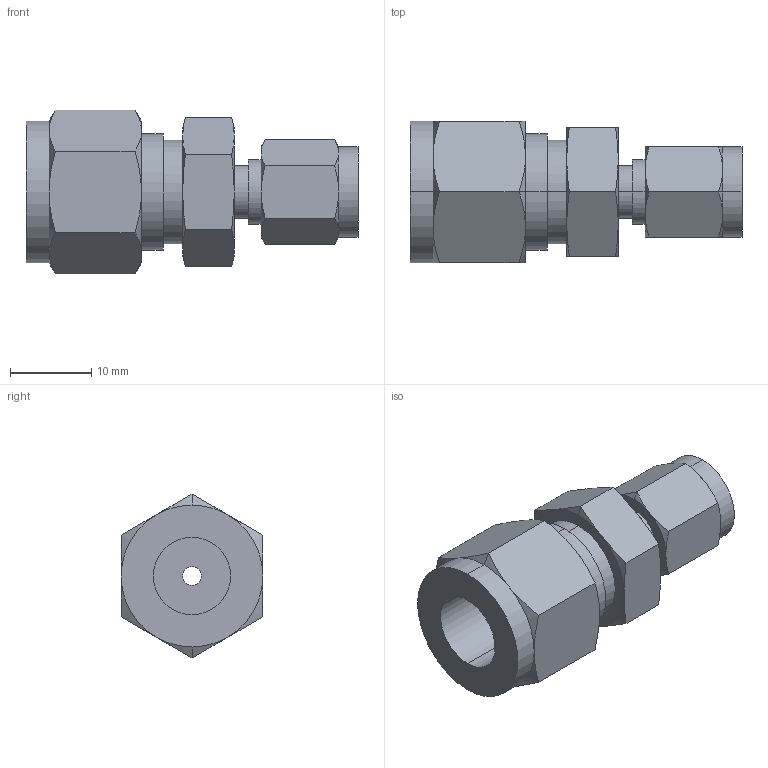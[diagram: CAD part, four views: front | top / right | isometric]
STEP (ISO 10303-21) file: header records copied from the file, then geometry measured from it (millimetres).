
FILE_DESCRIPTION (( 'STEP AP203' ), '1' );
FILE_NAME ('RizurLok-PP-3.8Ä(O)-1.8Ä(O).STEP', '2022-03-09T11:46:58', ( '' ), ( '' ), 'SwSTEP 2.0', 'SolidWorks 2020', '' );
FILE_SCHEMA (( 'CONFIG_CONTROL_DESIGN' ));
Length unit declared in the file: millimetre
Products named in the file (2): RizurLok-PP-3.8Ä(O)-1.8Ä(O)
Assembly tree (1 placements, depth 2):
  RizurLok-PP-3.8Ä(O)-1.8Ä(O)
    RizurLok-PP-3.8Ä(O)-1.8Ä(O)
Bounding box: 40.89 x 17.46 x 20.16 mm (x, y, z)
Volume: 5829.9 mm3; surface area: 3478 mm2
Topology: 1 solids, 1 shells, 194 faces, 479 edges, 302 vertices
Faces by surface type: plane 79, bspline 49, cone 48, cylinder 18
Entity records: 8681 total; most frequent: CARTESIAN_POINT 4320, ORIENTED_EDGE 958, DIRECTION 687, EDGE_CURVE 479, VERTEX_POINT 302, AXIS2_PLACEMENT_3D 229, LINE 229, VECTOR 229
